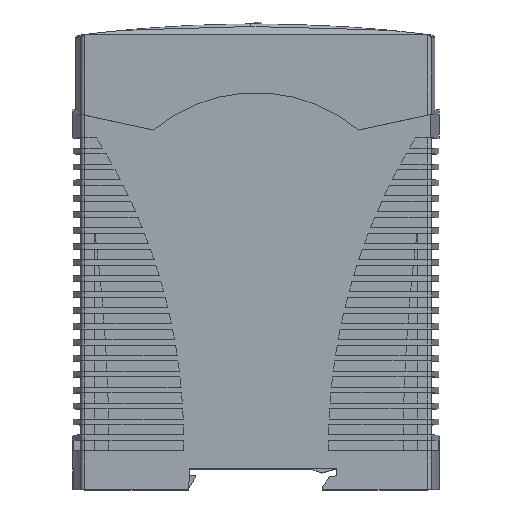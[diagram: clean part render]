
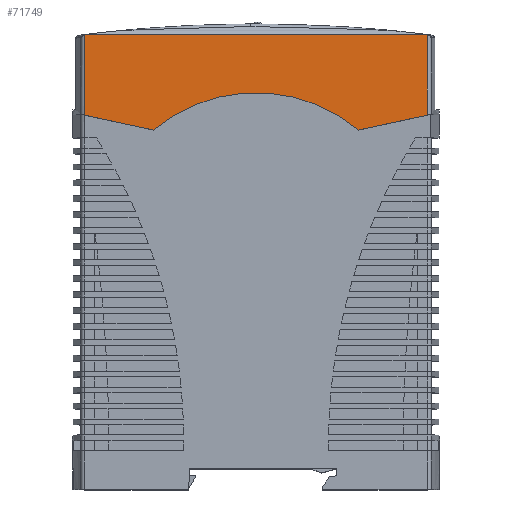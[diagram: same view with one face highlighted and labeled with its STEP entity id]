
A CAD part, top view. The second image highlights one B-rep face of the part: STEP entity #71749.
In plain terms, the highlighted planar face has unit normal (0, 0, 1).
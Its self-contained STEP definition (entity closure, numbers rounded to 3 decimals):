
#26485=DIRECTION('',(0.,-1.,0.));
#26486=VECTOR('',#26485,0.138);
#26487=CARTESIAN_POINT('',(-42.034,-22.2,20.24));
#26488=LINE('',#26487,#26486);
#26492=DIRECTION('',(-1.,0.,0.));
#26493=VECTOR('',#26492,0.164);
#26494=CARTESIAN_POINT('',(-41.87,-22.2,20.24));
#26495=LINE('',#26494,#26493);
#26499=DIRECTION('',(0.,-1.,0.));
#26500=VECTOR('',#26499,19.601);
#26501=CARTESIAN_POINT('',(-41.87,-2.599,20.24));
#26502=LINE('',#26501,#26500);
#26506=DIRECTION('',(0.,1.,0.));
#26507=VECTOR('',#26506,19.774);
#26508=CARTESIAN_POINT('',(41.87,-22.373,20.24));
#26509=LINE('',#26508,#26507);
#26513=DIRECTION('',(0.978,0.21,0.));
#26514=VECTOR('',#26513,17.255);
#26515=CARTESIAN_POINT('',(25.,-26.,20.24));
#26516=LINE('',#26515,#26514);
#26520=CARTESIAN_POINT('',(0.,-55.54,20.24));
#26521=DIRECTION('',(0.,0.,-1.));
#26522=DIRECTION('',(-0.646,0.763,0.));
#26523=AXIS2_PLACEMENT_3D('',#26520,#26521,#26522);
#26528=DIRECTION('',(0.978,-0.21,0.));
#26529=VECTOR('',#26528,17.424);
#26530=CARTESIAN_POINT('',(-42.034,-22.338,20.24));
#26531=LINE('',#26530,#26529);
#26721=CARTESIAN_POINT('',(41.87,-2.599,20.24));
#26748=CARTESIAN_POINT('',(41.791,-2.586,20.24));
#26749=CARTESIAN_POINT('',(41.804,-2.587,20.24));
#26750=CARTESIAN_POINT('',(41.831,-2.591,20.24));
#26751=CARTESIAN_POINT('',(41.857,-2.596,20.24));
#26752=CARTESIAN_POINT('',(41.87,-2.599,20.24));
#26817=CARTESIAN_POINT('',(0.,-339.,20.24));
#26818=DIRECTION('',(0.,0.,1.));
#26819=DIRECTION('',(0.123,0.992,0.));
#26820=AXIS2_PLACEMENT_3D('',#26817,#26818,#26819);
#26956=CARTESIAN_POINT('',(0.,-339.,20.24));
#26957=DIRECTION('',(0.,0.,1.));
#26958=DIRECTION('',(-0.123,0.992,0.));
#26959=AXIS2_PLACEMENT_3D('',#26956,#26957,#26958);
#28949=DIRECTION('',(-1.,0.,0.));
#28950=VECTOR('',#28949,83.506);
#28951=CARTESIAN_POINT('',(41.753,-2.581,20.24));
#28952=LINE('',#28951,#28950);
#29090=CARTESIAN_POINT('',(-41.87,-2.599,20.24));
#29105=CARTESIAN_POINT('',(-41.87,-2.599,20.24));
#29106=CARTESIAN_POINT('',(-41.857,-2.596,20.24));
#29107=CARTESIAN_POINT('',(-41.831,-2.591,20.24));
#29108=CARTESIAN_POINT('',(-41.804,-2.587,20.24));
#29109=CARTESIAN_POINT('',(-41.791,-2.586,20.24));
#30625=CARTESIAN_POINT('',(-42.034,-22.338,20.24));
#34607=CARTESIAN_POINT('',(-25.,-26.,20.24));
#34608=CARTESIAN_POINT('',(25.,-26.,20.24));
#34609=VERTEX_POINT('',#34607);
#34610=VERTEX_POINT('',#34608);
#34617=CARTESIAN_POINT('',(41.753,-2.581,20.24));
#34618=CARTESIAN_POINT('',(-41.753,-2.581,20.24));
#34619=VERTEX_POINT('',#34617);
#34620=VERTEX_POINT('',#34618);
#34733=VERTEX_POINT('',#26721);
#34737=CARTESIAN_POINT('',(41.87,-22.373,20.24));
#34738=VERTEX_POINT('',#34737);
#34756=VERTEX_POINT('',#29090);
#34757=CARTESIAN_POINT('',(-41.87,-22.2,20.24));
#34758=VERTEX_POINT('',#34757);
#34769=CARTESIAN_POINT('',(-42.034,-22.2,20.24));
#34770=VERTEX_POINT('',#34769);
#34783=VERTEX_POINT('',#30625);
#38037=CARTESIAN_POINT('',(41.791,-2.586,20.24));
#38038=VERTEX_POINT('',#38037);
#38039=CARTESIAN_POINT('',(-41.791,-2.586,20.24));
#38040=VERTEX_POINT('',#38039);
#71720=CARTESIAN_POINT('',(0.,0.,20.24));
#71721=DIRECTION('',(0.,0.,1.));
#71722=DIRECTION('',(1.,0.,0.));
#71723=AXIS2_PLACEMENT_3D('',#71720,#71721,#71722);
#71724=PLANE('',#71723);
#71725=ORIENTED_EDGE('',*,*,#71698,.F.);
#71726=ORIENTED_EDGE('',*,*,#71643,.F.);
#71728=ORIENTED_EDGE('',*,*,#71727,.F.);
#71730=ORIENTED_EDGE('',*,*,#71729,.T.);
#71732=ORIENTED_EDGE('',*,*,#71731,.F.);
#71734=ORIENTED_EDGE('',*,*,#71733,.F.);
#71736=ORIENTED_EDGE('',*,*,#71735,.F.);
#71738=ORIENTED_EDGE('',*,*,#71737,.T.);
#71740=ORIENTED_EDGE('',*,*,#71739,.F.);
#71742=ORIENTED_EDGE('',*,*,#71741,.F.);
#71744=ORIENTED_EDGE('',*,*,#71743,.F.);
#71746=ORIENTED_EDGE('',*,*,#71745,.F.);
#71747=EDGE_LOOP('',(#71725,#71726,#71728,#71730,#71732,#71734,#71736,#71738,
#71740,#71742,#71744,#71746));
#71748=FACE_OUTER_BOUND('',#71747,.F.);
#71749=ADVANCED_FACE('',(#71748),#71724,.T.);
#26524=CIRCLE('',#26523,38.699);
#26753=B_SPLINE_CURVE_WITH_KNOTS('',3,(#26748,#26749,#26750,#26751,#26752),
.UNSPECIFIED.,.F.,.F.,(4,1,4),(0.,0.5,1.),.UNSPECIFIED.);
#26821=CIRCLE('',#26820,339.);
#26960=CIRCLE('',#26959,339.);
#29110=B_SPLINE_CURVE_WITH_KNOTS('',3,(#29105,#29106,#29107,#29108,#29109),
.UNSPECIFIED.,.F.,.F.,(4,1,4),(0.,0.5,1.),.UNSPECIFIED.);
#71643=EDGE_CURVE('',#34758,#34770,#26495,.T.);
#71698=EDGE_CURVE('',#34770,#34783,#26488,.T.);
#71727=EDGE_CURVE('',#34756,#34758,#26502,.T.);
#71729=EDGE_CURVE('',#34756,#38040,#29110,.T.);
#71731=EDGE_CURVE('',#34620,#38040,#26960,.T.);
#71733=EDGE_CURVE('',#34619,#34620,#28952,.T.);
#71735=EDGE_CURVE('',#38038,#34619,#26821,.T.);
#71737=EDGE_CURVE('',#38038,#34733,#26753,.T.);
#71739=EDGE_CURVE('',#34738,#34733,#26509,.T.);
#71741=EDGE_CURVE('',#34610,#34738,#26516,.T.);
#71743=EDGE_CURVE('',#34609,#34610,#26524,.T.);
#71745=EDGE_CURVE('',#34783,#34609,#26531,.T.);
